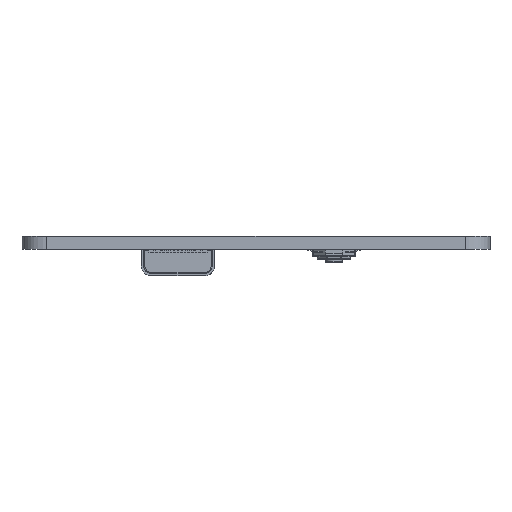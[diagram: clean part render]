
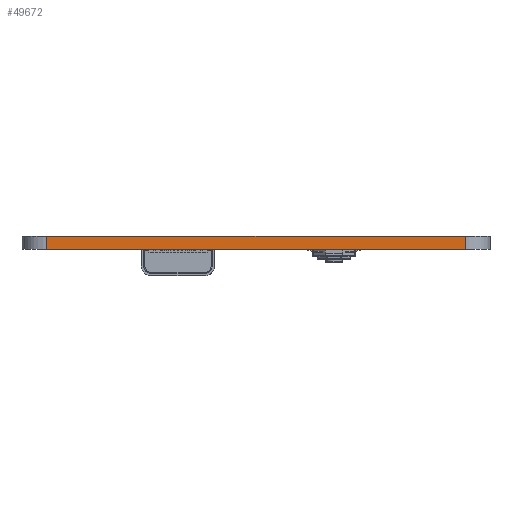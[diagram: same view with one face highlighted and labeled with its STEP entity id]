
A CAD part, front view. The second image highlights one B-rep face of the part: STEP entity #49672.
In plain terms, the highlighted planar face has unit normal (0, -1, 0).
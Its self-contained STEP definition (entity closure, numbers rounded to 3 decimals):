
#38244 = PLANE('',#38245);
#38245 = AXIS2_PLACEMENT_3D('',#38246,#38247,#38248);
#38246 = CARTESIAN_POINT('',(85.591,-75.721,1.6));
#38247 = DIRECTION('',(-0.,-0.,-1.));
#38248 = DIRECTION('',(-1.,0.,0.));
#38298 = PLANE('',#38299);
#38299 = AXIS2_PLACEMENT_3D('',#38300,#38301,#38302);
#38300 = CARTESIAN_POINT('',(85.591,-75.721,0.));
#38301 = DIRECTION('',(-0.,-0.,-1.));
#38302 = DIRECTION('',(-1.,0.,0.));
#38646 = VERTEX_POINT('',#38647);
#38647 = CARTESIAN_POINT('',(111.252,-104.775,0.));
#38666 = CYLINDRICAL_SURFACE('',#38667,3.048);
#38667 = AXIS2_PLACEMENT_3D('',#38668,#38669,#38670);
#38668 = CARTESIAN_POINT('',(111.252,-101.727,0.));
#38669 = DIRECTION('',(-0.,-0.,-1.));
#38670 = DIRECTION('',(1.,0.,-0.));
#38678 = EDGE_CURVE('',#38646,#38679,#38681,.T.);
#38679 = VERTEX_POINT('',#38680);
#38680 = CARTESIAN_POINT('',(60.198,-104.775,0.));
#38681 = SURFACE_CURVE('',#38682,(#38686,#38693),.PCURVE_S1.);
#38682 = LINE('',#38683,#38684);
#38683 = CARTESIAN_POINT('',(111.252,-104.775,0.));
#38684 = VECTOR('',#38685,1.);
#38685 = DIRECTION('',(-1.,0.,0.));
#38686 = PCURVE('',#38298,#38687);
#38687 = DEFINITIONAL_REPRESENTATION('',(#38688),#38692);
#38688 = LINE('',#38689,#38690);
#38689 = CARTESIAN_POINT('',(-25.661,-29.054));
#38690 = VECTOR('',#38691,1.);
#38691 = DIRECTION('',(1.,0.));
#38692 = ( GEOMETRIC_REPRESENTATION_CONTEXT(2) 
PARAMETRIC_REPRESENTATION_CONTEXT() REPRESENTATION_CONTEXT('2D SPACE',''
  ) );
#38693 = PCURVE('',#38694,#38699);
#38694 = PLANE('',#38695);
#38695 = AXIS2_PLACEMENT_3D('',#38696,#38697,#38698);
#38696 = CARTESIAN_POINT('',(111.252,-104.775,0.));
#38697 = DIRECTION('',(0.,-1.,0.));
#38698 = DIRECTION('',(-1.,0.,0.));
#38699 = DEFINITIONAL_REPRESENTATION('',(#38700),#38704);
#38700 = LINE('',#38701,#38702);
#38701 = CARTESIAN_POINT('',(0.,0.));
#38702 = VECTOR('',#38703,1.);
#38703 = DIRECTION('',(1.,0.));
#38704 = ( GEOMETRIC_REPRESENTATION_CONTEXT(2) 
PARAMETRIC_REPRESENTATION_CONTEXT() REPRESENTATION_CONTEXT('2D SPACE',''
  ) );
#38727 = CYLINDRICAL_SURFACE('',#38728,3.048);
#38728 = AXIS2_PLACEMENT_3D('',#38729,#38730,#38731);
#38729 = CARTESIAN_POINT('',(60.198,-101.727,0.));
#38730 = DIRECTION('',(-0.,-0.,-1.));
#38731 = DIRECTION('',(1.,0.,-0.));
#44615 = VERTEX_POINT('',#44616);
#44616 = CARTESIAN_POINT('',(111.252,-104.775,1.6));
#44642 = EDGE_CURVE('',#44615,#44643,#44645,.T.);
#44643 = VERTEX_POINT('',#44644);
#44644 = CARTESIAN_POINT('',(60.198,-104.775,1.6));
#44645 = SURFACE_CURVE('',#44646,(#44650,#44657),.PCURVE_S1.);
#44646 = LINE('',#44647,#44648);
#44647 = CARTESIAN_POINT('',(111.252,-104.775,1.6));
#44648 = VECTOR('',#44649,1.);
#44649 = DIRECTION('',(-1.,0.,0.));
#44650 = PCURVE('',#38244,#44651);
#44651 = DEFINITIONAL_REPRESENTATION('',(#44652),#44656);
#44652 = LINE('',#44653,#44654);
#44653 = CARTESIAN_POINT('',(-25.661,-29.054));
#44654 = VECTOR('',#44655,1.);
#44655 = DIRECTION('',(1.,0.));
#44656 = ( GEOMETRIC_REPRESENTATION_CONTEXT(2) 
PARAMETRIC_REPRESENTATION_CONTEXT() REPRESENTATION_CONTEXT('2D SPACE',''
  ) );
#44657 = PCURVE('',#38694,#44658);
#44658 = DEFINITIONAL_REPRESENTATION('',(#44659),#44663);
#44659 = LINE('',#44660,#44661);
#44660 = CARTESIAN_POINT('',(0.,-1.6));
#44661 = VECTOR('',#44662,1.);
#44662 = DIRECTION('',(1.,0.));
#44663 = ( GEOMETRIC_REPRESENTATION_CONTEXT(2) 
PARAMETRIC_REPRESENTATION_CONTEXT() REPRESENTATION_CONTEXT('2D SPACE',''
  ) );
#49624 = EDGE_CURVE('',#38679,#44643,#49625,.T.);
#49625 = SURFACE_CURVE('',#49626,(#49630,#49637),.PCURVE_S1.);
#49626 = LINE('',#49627,#49628);
#49627 = CARTESIAN_POINT('',(60.198,-104.775,0.));
#49628 = VECTOR('',#49629,1.);
#49629 = DIRECTION('',(0.,0.,1.));
#49630 = PCURVE('',#38727,#49631);
#49631 = DEFINITIONAL_REPRESENTATION('',(#49632),#49636);
#49632 = LINE('',#49633,#49634);
#49633 = CARTESIAN_POINT('',(-4.712,0.));
#49634 = VECTOR('',#49635,1.);
#49635 = DIRECTION('',(-0.,-1.));
#49636 = ( GEOMETRIC_REPRESENTATION_CONTEXT(2) 
PARAMETRIC_REPRESENTATION_CONTEXT() REPRESENTATION_CONTEXT('2D SPACE',''
  ) );
#49637 = PCURVE('',#38694,#49638);
#49638 = DEFINITIONAL_REPRESENTATION('',(#49639),#49643);
#49639 = LINE('',#49640,#49641);
#49640 = CARTESIAN_POINT('',(51.054,0.));
#49641 = VECTOR('',#49642,1.);
#49642 = DIRECTION('',(0.,-1.));
#49643 = ( GEOMETRIC_REPRESENTATION_CONTEXT(2) 
PARAMETRIC_REPRESENTATION_CONTEXT() REPRESENTATION_CONTEXT('2D SPACE',''
  ) );
#49672 = ADVANCED_FACE('',(#49673),#38694,.T.);
#49673 = FACE_BOUND('',#49674,.T.);
#49674 = EDGE_LOOP('',(#49675,#49696,#49697,#49698));
#49675 = ORIENTED_EDGE('',*,*,#49676,.T.);
#49676 = EDGE_CURVE('',#38646,#44615,#49677,.T.);
#49677 = SURFACE_CURVE('',#49678,(#49682,#49689),.PCURVE_S1.);
#49678 = LINE('',#49679,#49680);
#49679 = CARTESIAN_POINT('',(111.252,-104.775,0.));
#49680 = VECTOR('',#49681,1.);
#49681 = DIRECTION('',(0.,0.,1.));
#49682 = PCURVE('',#38694,#49683);
#49683 = DEFINITIONAL_REPRESENTATION('',(#49684),#49688);
#49684 = LINE('',#49685,#49686);
#49685 = CARTESIAN_POINT('',(0.,0.));
#49686 = VECTOR('',#49687,1.);
#49687 = DIRECTION('',(0.,-1.));
#49688 = ( GEOMETRIC_REPRESENTATION_CONTEXT(2) 
PARAMETRIC_REPRESENTATION_CONTEXT() REPRESENTATION_CONTEXT('2D SPACE',''
  ) );
#49689 = PCURVE('',#38666,#49690);
#49690 = DEFINITIONAL_REPRESENTATION('',(#49691),#49695);
#49691 = LINE('',#49692,#49693);
#49692 = CARTESIAN_POINT('',(-4.712,0.));
#49693 = VECTOR('',#49694,1.);
#49694 = DIRECTION('',(-0.,-1.));
#49695 = ( GEOMETRIC_REPRESENTATION_CONTEXT(2) 
PARAMETRIC_REPRESENTATION_CONTEXT() REPRESENTATION_CONTEXT('2D SPACE',''
  ) );
#49696 = ORIENTED_EDGE('',*,*,#44642,.T.);
#49697 = ORIENTED_EDGE('',*,*,#49624,.F.);
#49698 = ORIENTED_EDGE('',*,*,#38678,.F.);
